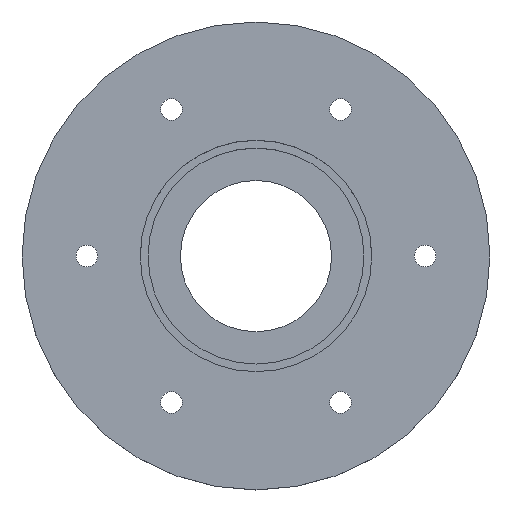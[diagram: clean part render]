
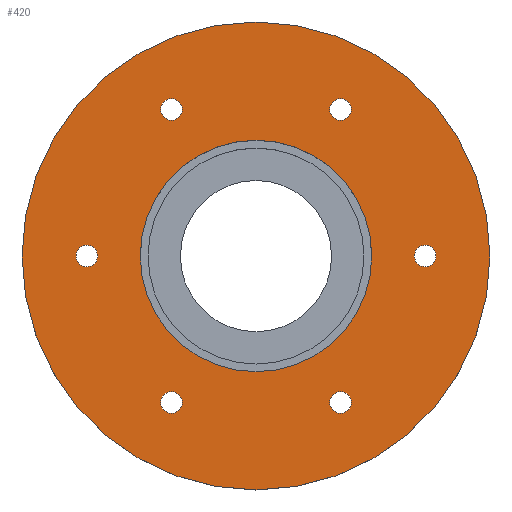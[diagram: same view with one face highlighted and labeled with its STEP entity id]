
A CAD part, top view. The second image highlights one B-rep face of the part: STEP entity #420.
In plain terms, the highlighted planar face has unit normal (0, 0, 1).
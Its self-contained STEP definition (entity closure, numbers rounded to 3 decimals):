
#24=FACE_BOUND('',#107,.T.);
#25=FACE_BOUND('',#108,.T.);
#26=FACE_BOUND('',#109,.T.);
#27=FACE_BOUND('',#110,.T.);
#28=FACE_BOUND('',#111,.T.);
#29=FACE_BOUND('',#112,.T.);
#30=FACE_BOUND('',#113,.T.);
#47=PLANE('',#488);
#69=FACE_OUTER_BOUND('',#106,.T.);
#106=EDGE_LOOP('',(#343));
#107=EDGE_LOOP('',(#344));
#108=EDGE_LOOP('',(#345));
#109=EDGE_LOOP('',(#346));
#110=EDGE_LOOP('',(#347));
#111=EDGE_LOOP('',(#348));
#112=EDGE_LOOP('',(#349));
#113=EDGE_LOOP('',(#350));
#165=CIRCLE('',#448,16.075);
#187=CIRCLE('',#487,1.5);
#188=CIRCLE('',#489,32.5);
#189=CIRCLE('',#490,1.5);
#190=CIRCLE('',#491,1.5);
#191=CIRCLE('',#492,1.5);
#192=CIRCLE('',#493,1.5);
#193=CIRCLE('',#494,1.5);
#199=VERTEX_POINT('',#658);
#221=VERTEX_POINT('',#728);
#222=VERTEX_POINT('',#732);
#223=VERTEX_POINT('',#734);
#224=VERTEX_POINT('',#736);
#225=VERTEX_POINT('',#738);
#226=VERTEX_POINT('',#740);
#227=VERTEX_POINT('',#742);
#234=EDGE_CURVE('',#199,#199,#165,.T.);
#265=EDGE_CURVE('',#221,#221,#187,.T.);
#267=EDGE_CURVE('',#222,#222,#188,.T.);
#268=EDGE_CURVE('',#223,#223,#189,.T.);
#269=EDGE_CURVE('',#224,#224,#190,.T.);
#270=EDGE_CURVE('',#225,#225,#191,.T.);
#271=EDGE_CURVE('',#226,#226,#192,.T.);
#272=EDGE_CURVE('',#227,#227,#193,.T.);
#343=ORIENTED_EDGE('',*,*,#267,.T.);
#344=ORIENTED_EDGE('',*,*,#265,.F.);
#345=ORIENTED_EDGE('',*,*,#268,.F.);
#346=ORIENTED_EDGE('',*,*,#269,.F.);
#347=ORIENTED_EDGE('',*,*,#270,.F.);
#348=ORIENTED_EDGE('',*,*,#271,.F.);
#349=ORIENTED_EDGE('',*,*,#272,.F.);
#350=ORIENTED_EDGE('',*,*,#234,.T.);
#420=ADVANCED_FACE('',(#69,#24,#25,#26,#27,#28,#29,#30),#47,.T.);
#448=AXIS2_PLACEMENT_3D('',#659,#519,#520);
#487=AXIS2_PLACEMENT_3D('',#729,#606,#607);
#488=AXIS2_PLACEMENT_3D('',#731,#609,#610);
#489=AXIS2_PLACEMENT_3D('',#733,#611,#612);
#490=AXIS2_PLACEMENT_3D('',#735,#613,#614);
#491=AXIS2_PLACEMENT_3D('',#737,#615,#616);
#492=AXIS2_PLACEMENT_3D('',#739,#617,#618);
#493=AXIS2_PLACEMENT_3D('',#741,#619,#620);
#494=AXIS2_PLACEMENT_3D('',#743,#621,#622);
#519=DIRECTION('center_axis',(0.,0.,-1.));
#520=DIRECTION('ref_axis',(-1.,0.,0.));
#606=DIRECTION('center_axis',(0.,0.,1.));
#607=DIRECTION('ref_axis',(-1.,0.,0.));
#609=DIRECTION('center_axis',(0.,0.,1.));
#610=DIRECTION('ref_axis',(1.,0.,0.));
#611=DIRECTION('center_axis',(0.,0.,1.));
#612=DIRECTION('ref_axis',(1.,0.,0.));
#613=DIRECTION('center_axis',(0.,0.,1.));
#614=DIRECTION('ref_axis',(-1.,0.,0.));
#615=DIRECTION('center_axis',(0.,0.,1.));
#616=DIRECTION('ref_axis',(-1.,0.,0.));
#617=DIRECTION('center_axis',(0.,0.,1.));
#618=DIRECTION('ref_axis',(-1.,0.,0.));
#619=DIRECTION('center_axis',(0.,0.,1.));
#620=DIRECTION('ref_axis',(-1.,0.,0.));
#621=DIRECTION('center_axis',(0.,0.,1.));
#622=DIRECTION('ref_axis',(-1.,0.,0.));
#658=CARTESIAN_POINT('',(16.075,0.,4.5));
#659=CARTESIAN_POINT('Origin',(0.,0.,4.5));
#728=CARTESIAN_POINT('',(-22.,0.,4.5));
#729=CARTESIAN_POINT('Origin',(-23.5,0.,4.5));
#731=CARTESIAN_POINT('Origin',(0.,0.,4.5));
#732=CARTESIAN_POINT('',(-32.5,0.,4.5));
#733=CARTESIAN_POINT('Origin',(0.,0.,4.5));
#734=CARTESIAN_POINT('',(13.25,20.352,4.5));
#735=CARTESIAN_POINT('Origin',(11.75,20.352,4.5));
#736=CARTESIAN_POINT('',(25.,0.,4.5));
#737=CARTESIAN_POINT('Origin',(23.5,0.,4.5));
#738=CARTESIAN_POINT('',(-10.25,-20.352,4.5));
#739=CARTESIAN_POINT('Origin',(-11.75,-20.352,4.5));
#740=CARTESIAN_POINT('',(-10.25,20.352,4.5));
#741=CARTESIAN_POINT('Origin',(-11.75,20.352,4.5));
#742=CARTESIAN_POINT('',(13.25,-20.352,4.5));
#743=CARTESIAN_POINT('Origin',(11.75,-20.352,4.5));
